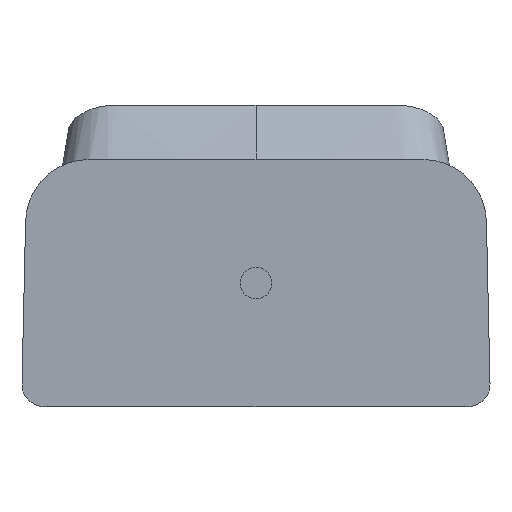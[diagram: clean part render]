
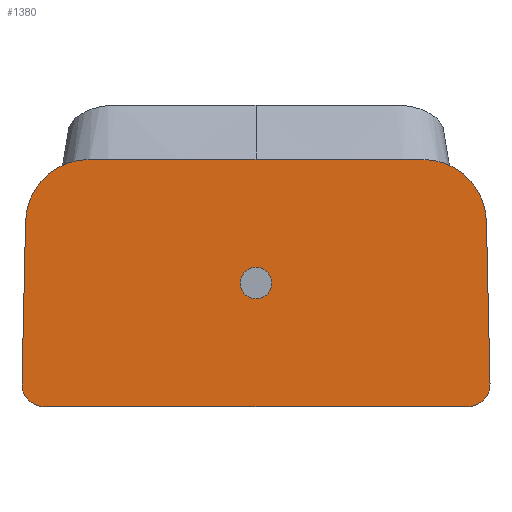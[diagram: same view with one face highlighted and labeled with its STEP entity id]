
A CAD part, front view. The second image highlights one B-rep face of the part: STEP entity #1380.
In plain terms, the highlighted planar face has unit normal (0, -1, 0).
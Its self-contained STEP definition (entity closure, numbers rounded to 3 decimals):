
#13 = VERTEX_POINT ( 'NONE', #1070 ) ;
#42 = VECTOR ( 'NONE', #1719, 1000. ) ;
#80 = VERTEX_POINT ( 'NONE', #1052 ) ;
#88 = CARTESIAN_POINT ( 'NONE',  ( 0., 0., -43.866 ) ) ;
#107 = CIRCLE ( 'NONE', #1586, 20. ) ;
#131 = AXIS2_PLACEMENT_3D ( 'NONE', #982, #1929, #1166 ) ;
#133 = CARTESIAN_POINT ( 'NONE',  ( 66.625, 0., -70.8 ) ) ;
#143 = ORIENTED_EDGE ( 'NONE', *, *, #1621, .F. ) ;
#168 = ORIENTED_EDGE ( 'NONE', *, *, #1199, .F. ) ;
#180 = CARTESIAN_POINT ( 'NONE',  ( -52.505, 0., -20. ) ) ;
#193 = CIRCLE ( 'NONE', #197, 7. ) ;
#195 = VECTOR ( 'NONE', #970, 1000. ) ;
#197 = AXIS2_PLACEMENT_3D ( 'NONE', #1151, #1152, #1154 ) ;
#220 = CARTESIAN_POINT ( 'NONE',  ( 66.625, 0., -77.8 ) ) ;
#222 = CIRCLE ( 'NONE', #959, 4.966 ) ;
#223 = FACE_OUTER_BOUND ( 'NONE', #1330, .T. ) ;
#296 = LINE ( 'NONE', #1146, #1694 ) ;
#343 = DIRECTION ( 'NONE',  ( 0., 0., 1. ) ) ;
#352 = CARTESIAN_POINT ( 'NONE',  ( -66.625, 0., -77.8 ) ) ;
#372 = PLANE ( 'NONE',  #972 ) ;
#390 = DIRECTION ( 'NONE',  ( 0., 0., 1. ) ) ;
#399 = CARTESIAN_POINT ( 'NONE',  ( -52.505, 0., 0. ) ) ;
#432 = VERTEX_POINT ( 'NONE', #1138 ) ;
#435 = EDGE_LOOP ( 'NONE', ( #168, #1363 ) ) ;
#439 = ORIENTED_EDGE ( 'NONE', *, *, #1270, .F. ) ;
#445 = LINE ( 'NONE', #1820, #1731 ) ;
#550 = ORIENTED_EDGE ( 'NONE', *, *, #1696, .F. ) ;
#570 = DIRECTION ( 'NONE',  ( 0., -1., 0. ) ) ;
#590 = VERTEX_POINT ( 'NONE', #1058 ) ;
#612 = EDGE_CURVE ( 'NONE', #1842, #80, #193, .T. ) ;
#626 = VERTEX_POINT ( 'NONE', #88 ) ;
#630 = EDGE_CURVE ( 'NONE', #1881, #1529, #296, .T. ) ;
#684 = EDGE_CURVE ( 'NONE', #1403, #1881, #1733, .T. ) ;
#696 = ORIENTED_EDGE ( 'NONE', *, *, #630, .F. ) ;
#784 = DIRECTION ( 'NONE',  ( 0., 1., 0. ) ) ;
#794 = DIRECTION ( 'NONE',  ( 1., 0., 0. ) ) ;
#818 = DIRECTION ( 'NONE',  ( 0., 1., 0. ) ) ;
#959 = AXIS2_PLACEMENT_3D ( 'NONE', #1585, #570, #1699 ) ;
#970 = DIRECTION ( 'NONE',  ( 0.022, 0., 1. ) ) ;
#972 = AXIS2_PLACEMENT_3D ( 'NONE', #1328, #784, #1824 ) ;
#978 = ORIENTED_EDGE ( 'NONE', *, *, #1543, .F. ) ;
#982 = CARTESIAN_POINT ( 'NONE',  ( 0., 0., -38.9 ) ) ;
#1052 = CARTESIAN_POINT ( 'NONE',  ( -73.624, 0., -70.646 ) ) ;
#1058 = CARTESIAN_POINT ( 'NONE',  ( 52.505, 0., 0. ) ) ;
#1070 = CARTESIAN_POINT ( 'NONE',  ( -52.505, 0., 0. ) ) ;
#1079 = EDGE_CURVE ( 'NONE', #1529, #1842, #1371, .T. ) ;
#1086 = EDGE_CURVE ( 'NONE', #80, #432, #1767, .T. ) ;
#1094 = VERTEX_POINT ( 'NONE', #1814 ) ;
#1102 = AXIS2_PLACEMENT_3D ( 'NONE', #180, #1483, #390 ) ;
#1138 = CARTESIAN_POINT ( 'NONE',  ( -72.5, 0., -19.56 ) ) ;
#1146 = CARTESIAN_POINT ( 'NONE',  ( -66.625, 0., -77.8 ) ) ;
#1151 = CARTESIAN_POINT ( 'NONE',  ( -66.625, 0., -70.8 ) ) ;
#1152 = DIRECTION ( 'NONE',  ( 0., 1., 0. ) ) ;
#1154 = DIRECTION ( 'NONE',  ( 0., 0., -1. ) ) ;
#1159 = DIRECTION ( 'NONE',  ( 0.022, 0., -1. ) ) ;
#1161 = DIRECTION ( 'NONE',  ( -1., 0., 0. ) ) ;
#1166 = DIRECTION ( 'NONE',  ( 0., 0., -1. ) ) ;
#1174 = CARTESIAN_POINT ( 'NONE',  ( 0., 0., 0. ) ) ;
#1199 = EDGE_CURVE ( 'NONE', #626, #1094, #222, .T. ) ;
#1204 = EDGE_CURVE ( 'NONE', #1094, #626, #1317, .T. ) ;
#1270 = EDGE_CURVE ( 'NONE', #1610, #1403, #445, .T. ) ;
#1306 = LINE ( 'NONE', #1602, #1555 ) ;
#1317 = CIRCLE ( 'NONE', #131, 4.966 ) ;
#1322 = AXIS2_PLACEMENT_3D ( 'NONE', #133, #1442, #343 ) ;
#1328 = CARTESIAN_POINT ( 'NONE',  ( -52.505, 0., -20. ) ) ;
#1330 = EDGE_LOOP ( 'NONE', ( #1505, #1362, #1812, #1933, #696, #1806, #439, #550, #978, #143 ) ) ;
#1362 = ORIENTED_EDGE ( 'NONE', *, *, #1086, .F. ) ;
#1363 = ORIENTED_EDGE ( 'NONE', *, *, #1204, .F. ) ;
#1371 = LINE ( 'NONE', #352, #1397 ) ;
#1380 = ADVANCED_FACE ( 'NONE', ( #1949, #223 ), #372, .F. ) ;
#1397 = VECTOR ( 'NONE', #1692, 1000. ) ;
#1403 = VERTEX_POINT ( 'NONE', #2033 ) ;
#1410 = VERTEX_POINT ( 'NONE', #1174 ) ;
#1442 = DIRECTION ( 'NONE',  ( 0., 1., 0. ) ) ;
#1483 = DIRECTION ( 'NONE',  ( 0., 1., 0. ) ) ;
#1495 = EDGE_CURVE ( 'NONE', #432, #13, #1642, .T. ) ;
#1505 = ORIENTED_EDGE ( 'NONE', *, *, #1495, .F. ) ;
#1529 = VERTEX_POINT ( 'NONE', #1828 ) ;
#1543 = EDGE_CURVE ( 'NONE', #1410, #590, #1306, .T. ) ;
#1555 = VECTOR ( 'NONE', #794, 1000. ) ;
#1579 = CARTESIAN_POINT ( 'NONE',  ( -72.5, 0., -19.56 ) ) ;
#1585 = CARTESIAN_POINT ( 'NONE',  ( 0., 0., -38.9 ) ) ;
#1586 = AXIS2_PLACEMENT_3D ( 'NONE', #1723, #818, #1839 ) ;
#1602 = CARTESIAN_POINT ( 'NONE',  ( -52.505, 0., 0. ) ) ;
#1606 = CARTESIAN_POINT ( 'NONE',  ( 72.5, 0., -19.56 ) ) ;
#1610 = VERTEX_POINT ( 'NONE', #1606 ) ;
#1621 = EDGE_CURVE ( 'NONE', #13, #1410, #1755, .T. ) ;
#1642 = CIRCLE ( 'NONE', #1102, 20. ) ;
#1692 = DIRECTION ( 'NONE',  ( -1., 0., 0. ) ) ;
#1694 = VECTOR ( 'NONE', #1161, 1000. ) ;
#1696 = EDGE_CURVE ( 'NONE', #590, #1610, #107, .T. ) ;
#1699 = DIRECTION ( 'NONE',  ( 0., 0., -1. ) ) ;
#1719 = DIRECTION ( 'NONE',  ( 1., 0., 0. ) ) ;
#1723 = CARTESIAN_POINT ( 'NONE',  ( 52.505, 0., -20. ) ) ;
#1731 = VECTOR ( 'NONE', #1159, 1000. ) ;
#1733 = CIRCLE ( 'NONE', #1322, 7. ) ;
#1755 = LINE ( 'NONE', #399, #42 ) ;
#1767 = LINE ( 'NONE', #1579, #195 ) ;
#1806 = ORIENTED_EDGE ( 'NONE', *, *, #684, .F. ) ;
#1812 = ORIENTED_EDGE ( 'NONE', *, *, #612, .F. ) ;
#1814 = CARTESIAN_POINT ( 'NONE',  ( 0., 0., -33.934 ) ) ;
#1820 = CARTESIAN_POINT ( 'NONE',  ( 72.5, 0., -19.56 ) ) ;
#1824 = DIRECTION ( 'NONE',  ( 0., 0., 1. ) ) ;
#1828 = CARTESIAN_POINT ( 'NONE',  ( 0., 0., -77.8 ) ) ;
#1839 = DIRECTION ( 'NONE',  ( 0., 0., -1. ) ) ;
#1842 = VERTEX_POINT ( 'NONE', #1952 ) ;
#1881 = VERTEX_POINT ( 'NONE', #220 ) ;
#1929 = DIRECTION ( 'NONE',  ( 0., -1., 0. ) ) ;
#1933 = ORIENTED_EDGE ( 'NONE', *, *, #1079, .F. ) ;
#1949 = FACE_BOUND ( 'NONE', #435, .T. ) ;
#1952 = CARTESIAN_POINT ( 'NONE',  ( -66.625, 0., -77.8 ) ) ;
#2033 = CARTESIAN_POINT ( 'NONE',  ( 73.624, 0., -70.646 ) ) ;
